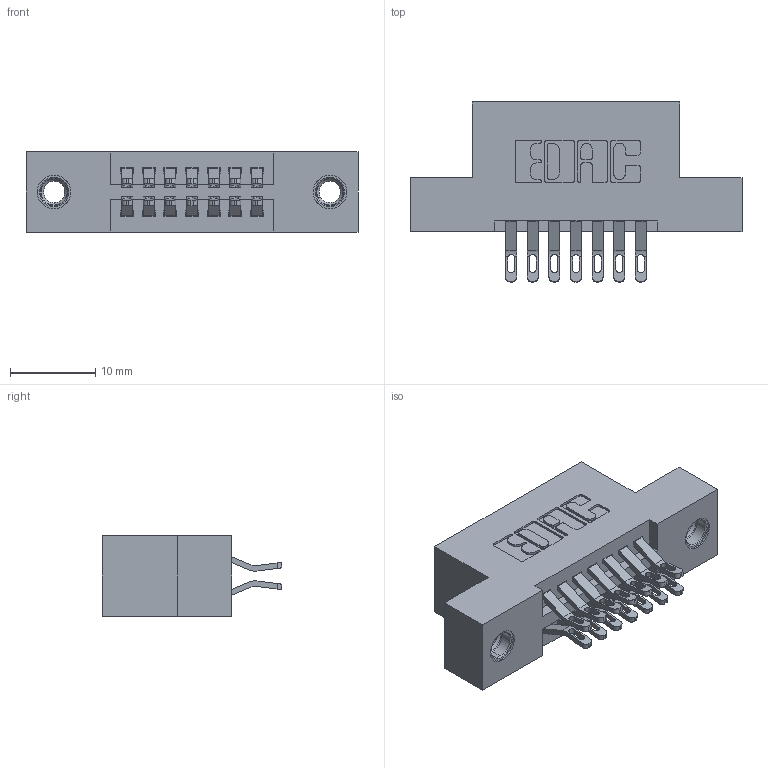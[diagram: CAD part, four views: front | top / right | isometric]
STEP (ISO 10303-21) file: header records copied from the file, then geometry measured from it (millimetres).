
FILE_DESCRIPTION (( 'STEP AP203' ), '1' );
FILE_NAME ('345-014-555-207.STEP', '2019-10-26T18:51:33', ( '' ), ( '' ), 'SwSTEP 2.0', 'SolidWorks 2016', '' );
FILE_SCHEMA (( 'CONFIG_CONTROL_DESIGN' ));
Length unit declared in the file: inch
Products named in the file (4): 345-292-001_555 Tail; 345 Part_Flush Mounting Lugs - 0.156 Dia-TI; 345-250-001_345-250-005-103; 345-014-555-207
Assembly tree (17 placements, depth 2):
  345-014-555-207
    345 Part_Flush Mounting Lugs - 0.156 Dia-TI
    345-292-001_555 Tail  x14
    345-250-001_345-250-005-103  x2
Bounding box: 38.99 x 21.13 x 9.4 mm (x, y, z)
Volume: 3489.6 mm3; surface area: 4649.5 mm2
Topology: 17 solids, 17 shells, 970 faces, 2955 edges, 1962 vertices
Faces by surface type: plane 546, cylinder 408, cone 12, torus 4
Entity records: 11716 total; most frequent: CARTESIAN_POINT 2013, ORIENTED_EDGE 1910, DIRECTION 1813, EDGE_CURVE 955, LINE 755, VECTOR 755, VERTEX_POINT 632, AXIS2_PLACEMENT_3D 529
